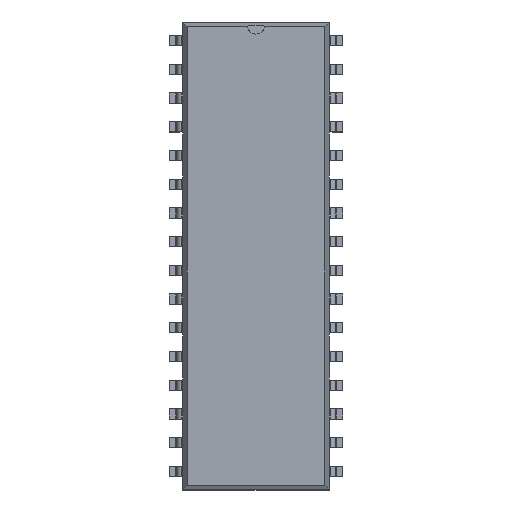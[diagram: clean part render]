
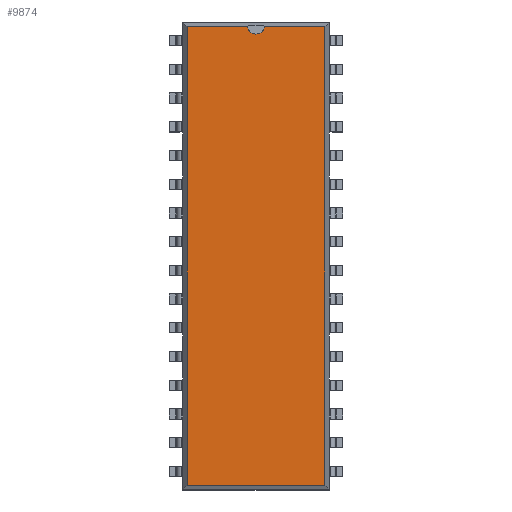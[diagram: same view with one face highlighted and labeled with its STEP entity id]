
A CAD part, top view. The second image highlights one B-rep face of the part: STEP entity #9874.
In plain terms, the highlighted planar face has unit normal (0, 0, 1).
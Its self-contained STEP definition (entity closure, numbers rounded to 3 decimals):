
#26=VECTOR('',#27,1.);
#27=DIRECTION('',(0.,1.,0.));
#33=VECTOR('',#34,1.);
#34=DIRECTION('',(-1.,0.,0.));
#40=VECTOR('',#41,1.);
#41=DIRECTION('',(0.,-1.,0.));
#45=VECTOR('',#46,1.);
#46=DIRECTION('',(1.,0.,0.));
#49=DIRECTION('',(0.,0.,-1.));
#1781=DIRECTION('',(0.,0.,-1.));
#6608=VERTEX_POINT('',#6609);
#6609=CARTESIAN_POINT('',(6.101,20.302,3.68));
#6611=ORIENTED_EDGE('',*,*,#6612,.F.);
#6612=EDGE_CURVE('',#6613,#6608,#6615,.T.);
#6613=VERTEX_POINT('',#6614);
#6614=CARTESIAN_POINT('',(6.101,-20.302,3.68));
#6615=LINE('',#6614,#26);
#8197=VERTEX_POINT('',#8198);
#8198=CARTESIAN_POINT('',(-6.101,20.302,3.68));
#8200=ORIENTED_EDGE('',*,*,#8201,.F.);
#8201=EDGE_CURVE('',#8202,#8197,#8204,.T.);
#8202=VERTEX_POINT('',#8203);
#8203=CARTESIAN_POINT('',(-0.746,20.302,3.68));
#8204=LINE('',#6609,#33);
#8223=VERTEX_POINT('',#8224);
#8224=CARTESIAN_POINT('',(0.746,20.302,3.68));
#8230=ORIENTED_EDGE('',*,*,#8231,.F.);
#8231=EDGE_CURVE('',#6608,#8223,#8204,.T.);
#8287=VERTEX_POINT('',#8288);
#8288=CARTESIAN_POINT('',(-6.101,-20.302,3.68));
#8290=ORIENTED_EDGE('',*,*,#8291,.F.);
#8291=EDGE_CURVE('',#8197,#8287,#8292,.T.);
#8292=LINE('',#8198,#40);
#9869=ORIENTED_EDGE('',*,*,#9870,.F.);
#9870=EDGE_CURVE('',#8287,#6613,#9871,.T.);
#9871=LINE('',#8288,#45);
#9874=ADVANCED_FACE('',(#9875),#9886,.F.);
#9875=FACE_BOUND('',#9876,.F.);
#9876=EDGE_LOOP('',(#6611,#9869,#8290,#8200,#9877,#9884,#8230));
#9877=ORIENTED_EDGE('',*,*,#9878,.F.);
#9878=EDGE_CURVE('',#9879,#8202,#9881,.T.);
#9879=VERTEX_POINT('',#9880);
#9880=CARTESIAN_POINT('',(0.,19.627,3.68));
#9881=CIRCLE('',#9882,0.75);
#9882=AXIS2_PLACEMENT_3D('',#9883,#1781,#41);
#9883=CARTESIAN_POINT('',(0.,20.377,3.68));
#9884=ORIENTED_EDGE('',*,*,#9885,.F.);
#9885=EDGE_CURVE('',#8223,#9879,#9881,.T.);
#9886=PLANE('',#9887);
#9887=AXIS2_PLACEMENT_3D('',#6614,#49,#9888);
#9888=DIRECTION('',(-0.288,0.958,0.));
